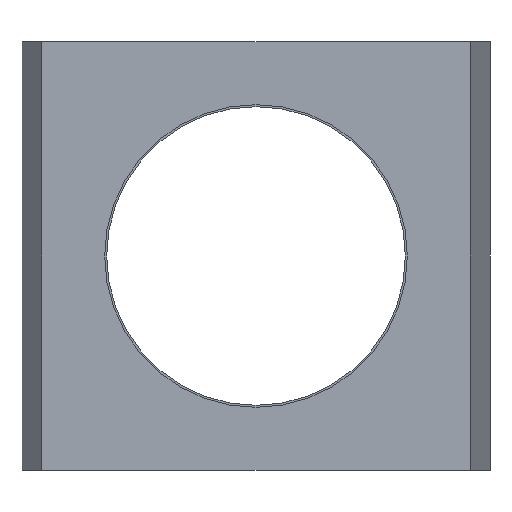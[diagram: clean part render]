
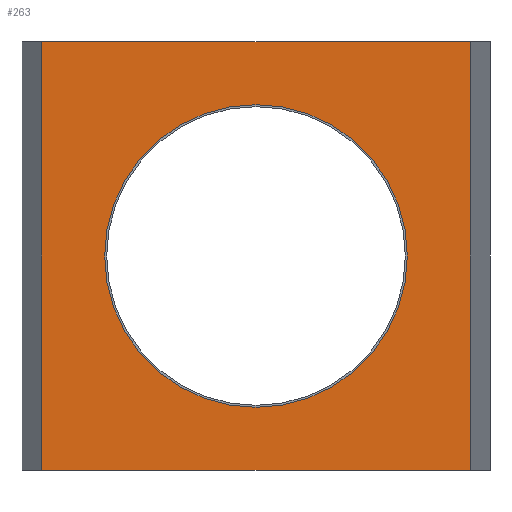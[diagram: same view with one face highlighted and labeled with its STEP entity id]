
A CAD part, front view. The second image highlights one B-rep face of the part: STEP entity #263.
In plain terms, the highlighted planar face has unit normal (0, -1, 0).
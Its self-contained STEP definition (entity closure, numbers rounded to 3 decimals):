
#14 = ORIENTED_EDGE ( 'NONE', *, *, #61, .F. ) ;
#22 = CARTESIAN_POINT ( 'NONE',  ( 0., 0., 304. ) ) ;
#24 = ORIENTED_EDGE ( 'NONE', *, *, #489, .F. ) ;
#31 = CARTESIAN_POINT ( 'NONE',  ( 0., 0., -304. ) ) ;
#38 = LINE ( 'NONE', #338, #286 ) ;
#52 = DIRECTION ( 'NONE',  ( 1., 0., 0. ) ) ;
#60 = VERTEX_POINT ( 'NONE', #713 ) ;
#61 = EDGE_CURVE ( 'NONE', #933, #60, #38, .T. ) ;
#135 = DIRECTION ( 'NONE',  ( 0., 0., -1. ) ) ;
#177 = ORIENTED_EDGE ( 'NONE', *, *, #277, .F. ) ;
#193 = FACE_BOUND ( 'NONE', #316, .T. ) ;
#198 = CARTESIAN_POINT ( 'NONE',  ( 430., 0., -430. ) ) ;
#202 = FACE_OUTER_BOUND ( 'NONE', #385, .T. ) ;
#208 = CARTESIAN_POINT ( 'NONE',  ( 0., 0., 0. ) ) ;
#211 = EDGE_CURVE ( 'NONE', #60, #234, #564, .T. ) ;
#234 = VERTEX_POINT ( 'NONE', #198 ) ;
#263 = ADVANCED_FACE ( 'NONE', ( #193, #202 ), #803, .F. ) ;
#268 = AXIS2_PLACEMENT_3D ( 'NONE', #653, #285, #955 ) ;
#277 = EDGE_CURVE ( 'NONE', #811, #765, #816, .T. ) ;
#285 = DIRECTION ( 'NONE',  ( 0., 1., 0. ) ) ;
#286 = VECTOR ( 'NONE', #792, 1000. ) ;
#302 = CIRCLE ( 'NONE', #544, 304. ) ;
#316 = EDGE_LOOP ( 'NONE', ( #177, #24 ) ) ;
#338 = CARTESIAN_POINT ( 'NONE',  ( -430., 0., 430. ) ) ;
#345 = DIRECTION ( 'NONE',  ( 0., 0., -1. ) ) ;
#349 = LINE ( 'NONE', #505, #528 ) ;
#354 = LINE ( 'NONE', #725, #963 ) ;
#357 = CARTESIAN_POINT ( 'NONE',  ( 430., 0., 430. ) ) ;
#381 = ORIENTED_EDGE ( 'NONE', *, *, #458, .T. ) ;
#385 = EDGE_LOOP ( 'NONE', ( #774, #852, #14, #381 ) ) ;
#387 = EDGE_CURVE ( 'NONE', #457, #234, #354, .T. ) ;
#407 = CARTESIAN_POINT ( 'NONE',  ( -430., 0., 430. ) ) ;
#418 = DIRECTION ( 'NONE',  ( 0., -1., 0. ) ) ;
#457 = VERTEX_POINT ( 'NONE', #818 ) ;
#458 = EDGE_CURVE ( 'NONE', #933, #457, #349, .T. ) ;
#489 = EDGE_CURVE ( 'NONE', #765, #811, #302, .T. ) ;
#495 = DIRECTION ( 'NONE',  ( 0., -1., 0. ) ) ;
#501 = DIRECTION ( 'NONE',  ( 0., 0., -1. ) ) ;
#505 = CARTESIAN_POINT ( 'NONE',  ( -430., 0., 430. ) ) ;
#528 = VECTOR ( 'NONE', #135, 1000. ) ;
#544 = AXIS2_PLACEMENT_3D ( 'NONE', #208, #418, #345 ) ;
#564 = LINE ( 'NONE', #357, #768 ) ;
#653 = CARTESIAN_POINT ( 'NONE',  ( -430., 0., 430. ) ) ;
#657 = CARTESIAN_POINT ( 'NONE',  ( 0., 0., 0. ) ) ;
#665 = DIRECTION ( 'NONE',  ( 0., 0., -1. ) ) ;
#713 = CARTESIAN_POINT ( 'NONE',  ( 430., 0., 430. ) ) ;
#725 = CARTESIAN_POINT ( 'NONE',  ( -430., 0., -430. ) ) ;
#765 = VERTEX_POINT ( 'NONE', #22 ) ;
#768 = VECTOR ( 'NONE', #501, 1000. ) ;
#774 = ORIENTED_EDGE ( 'NONE', *, *, #387, .T. ) ;
#782 = AXIS2_PLACEMENT_3D ( 'NONE', #657, #495, #665 ) ;
#792 = DIRECTION ( 'NONE',  ( 1., 0., 0. ) ) ;
#803 = PLANE ( 'NONE',  #268 ) ;
#811 = VERTEX_POINT ( 'NONE', #31 ) ;
#816 = CIRCLE ( 'NONE', #782, 304. ) ;
#818 = CARTESIAN_POINT ( 'NONE',  ( -430., 0., -430. ) ) ;
#852 = ORIENTED_EDGE ( 'NONE', *, *, #211, .F. ) ;
#933 = VERTEX_POINT ( 'NONE', #407 ) ;
#955 = DIRECTION ( 'NONE',  ( 0., 0., 1. ) ) ;
#963 = VECTOR ( 'NONE', #52, 1000. ) ;
